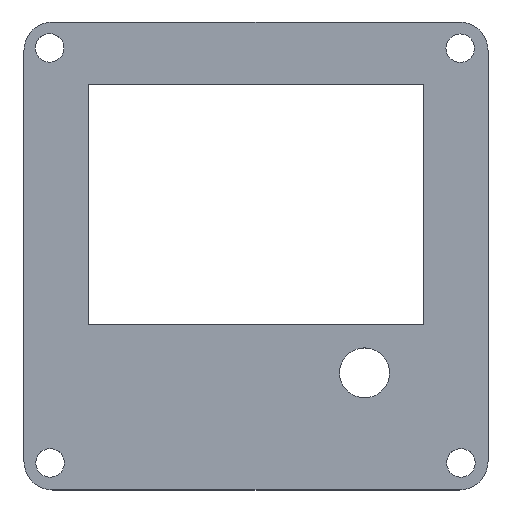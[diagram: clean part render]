
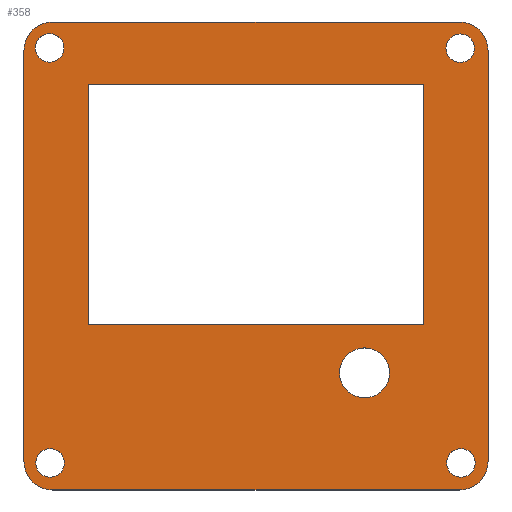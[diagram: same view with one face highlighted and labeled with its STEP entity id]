
A CAD part, top view. The second image highlights one B-rep face of the part: STEP entity #358.
In plain terms, the highlighted planar face has unit normal (0, 0, 1).
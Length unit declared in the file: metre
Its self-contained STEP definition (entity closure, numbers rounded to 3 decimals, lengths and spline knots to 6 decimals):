
#12=CIRCLE('',#385,0.004445);
#14=CIRCLE('',#388,0.00254);
#16=CIRCLE('',#391,0.00254);
#18=CIRCLE('',#394,0.00254);
#20=CIRCLE('',#397,0.00254);
#22=CIRCLE('',#401,0.00508);
#23=CIRCLE('',#402,0.00508);
#24=CIRCLE('',#403,0.00508);
#25=CIRCLE('',#404,0.00508);
#65=ORIENTED_EDGE('',*,*,#153,.T.);
#66=ORIENTED_EDGE('',*,*,#154,.T.);
#67=ORIENTED_EDGE('',*,*,#155,.T.);
#68=ORIENTED_EDGE('',*,*,#156,.T.);
#69=ORIENTED_EDGE('',*,*,#157,.F.);
#70=ORIENTED_EDGE('',*,*,#158,.T.);
#71=ORIENTED_EDGE('',*,*,#159,.F.);
#72=ORIENTED_EDGE('',*,*,#160,.T.);
#73=ORIENTED_EDGE('',*,*,#149,.F.);
#74=ORIENTED_EDGE('',*,*,#147,.F.);
#75=ORIENTED_EDGE('',*,*,#145,.F.);
#76=ORIENTED_EDGE('',*,*,#143,.F.);
#77=ORIENTED_EDGE('',*,*,#141,.F.);
#78=ORIENTED_EDGE('',*,*,#133,.F.);
#79=ORIENTED_EDGE('',*,*,#137,.T.);
#80=ORIENTED_EDGE('',*,*,#140,.F.);
#81=ORIENTED_EDGE('',*,*,#152,.F.);
#133=EDGE_CURVE('',#179,#180,#213,.T.);
#137=EDGE_CURVE('',#179,#182,#217,.T.);
#140=EDGE_CURVE('',#184,#182,#220,.T.);
#141=EDGE_CURVE('',#185,#185,#12,.T.);
#143=EDGE_CURVE('',#187,#187,#14,.T.);
#145=EDGE_CURVE('',#189,#189,#16,.T.);
#147=EDGE_CURVE('',#191,#191,#18,.T.);
#149=EDGE_CURVE('',#193,#193,#20,.T.);
#152=EDGE_CURVE('',#180,#184,#222,.T.);
#153=EDGE_CURVE('',#195,#196,#223,.T.);
#154=EDGE_CURVE('',#196,#197,#22,.T.);
#155=EDGE_CURVE('',#197,#198,#224,.T.);
#156=EDGE_CURVE('',#198,#199,#23,.T.);
#157=EDGE_CURVE('',#200,#199,#225,.T.);
#158=EDGE_CURVE('',#200,#201,#24,.T.);
#159=EDGE_CURVE('',#202,#201,#226,.T.);
#160=EDGE_CURVE('',#202,#195,#25,.T.);
#179=VERTEX_POINT('',#528);
#180=VERTEX_POINT('',#530);
#182=VERTEX_POINT('',#536);
#184=VERTEX_POINT('',#542);
#185=VERTEX_POINT('',#546);
#187=VERTEX_POINT('',#551);
#189=VERTEX_POINT('',#556);
#191=VERTEX_POINT('',#561);
#193=VERTEX_POINT('',#566);
#195=VERTEX_POINT('',#574);
#196=VERTEX_POINT('',#575);
#197=VERTEX_POINT('',#577);
#198=VERTEX_POINT('',#579);
#199=VERTEX_POINT('',#581);
#200=VERTEX_POINT('',#583);
#201=VERTEX_POINT('',#585);
#202=VERTEX_POINT('',#587);
#213=LINE('',#529,#241);
#217=LINE('',#537,#245);
#220=LINE('',#543,#248);
#222=LINE('',#571,#250);
#223=LINE('',#573,#251);
#224=LINE('',#578,#252);
#225=LINE('',#582,#253);
#226=LINE('',#586,#254);
#241=VECTOR('',#424,1.);
#245=VECTOR('',#430,1.);
#248=VECTOR('',#435,1.);
#250=VECTOR('',#469,1.);
#251=VECTOR('',#472,1.);
#252=VECTOR('',#475,1.);
#253=VECTOR('',#478,1.);
#254=VECTOR('',#481,1.);
#281=EDGE_LOOP('',(#65,#66,#67,#68,#69,#70,#71,#72));
#282=EDGE_LOOP('',(#73));
#283=EDGE_LOOP('',(#74));
#284=EDGE_LOOP('',(#75));
#285=EDGE_LOOP('',(#76));
#286=EDGE_LOOP('',(#77));
#287=EDGE_LOOP('',(#78,#79,#80,#81));
#317=FACE_BOUND('',#281,.T.);
#318=FACE_BOUND('',#282,.T.);
#319=FACE_BOUND('',#283,.T.);
#320=FACE_BOUND('',#284,.T.);
#321=FACE_BOUND('',#285,.T.);
#322=FACE_BOUND('',#286,.T.);
#323=FACE_BOUND('',#287,.T.);
#343=PLANE('',#400);
#358=ADVANCED_FACE('',(#317,#318,#319,#320,#321,#322,#323),#343,.T.);
#385=AXIS2_PLACEMENT_3D('',#545,#438,#439);
#388=AXIS2_PLACEMENT_3D('',#550,#444,#445);
#391=AXIS2_PLACEMENT_3D('',#555,#450,#451);
#394=AXIS2_PLACEMENT_3D('',#560,#456,#457);
#397=AXIS2_PLACEMENT_3D('',#565,#462,#463);
#400=AXIS2_PLACEMENT_3D('',#572,#470,#471);
#401=AXIS2_PLACEMENT_3D('',#576,#473,#474);
#402=AXIS2_PLACEMENT_3D('',#580,#476,#477);
#403=AXIS2_PLACEMENT_3D('',#584,#479,#480);
#404=AXIS2_PLACEMENT_3D('',#588,#482,#483);
#424=DIRECTION('',(0.,-1.,0.));
#430=DIRECTION('',(1.,0.,0.));
#435=DIRECTION('',(0.,1.,0.));
#438=DIRECTION('',(0.,0.,1.));
#439=DIRECTION('',(1.,0.,0.));
#444=DIRECTION('',(0.,0.,1.));
#445=DIRECTION('',(1.,0.,0.));
#450=DIRECTION('',(0.,0.,1.));
#451=DIRECTION('',(1.,0.,0.));
#456=DIRECTION('',(0.,0.,1.));
#457=DIRECTION('',(1.,0.,0.));
#462=DIRECTION('',(0.,0.,1.));
#463=DIRECTION('',(1.,0.,0.));
#469=DIRECTION('',(1.,0.,0.));
#470=DIRECTION('',(0.,0.,1.));
#471=DIRECTION('',(1.,0.,0.));
#472=DIRECTION('',(-1.,0.,0.));
#473=DIRECTION('',(0.,0.,1.));
#474=DIRECTION('',(1.,0.,0.));
#475=DIRECTION('',(0.,-1.,0.));
#476=DIRECTION('',(0.,0.,1.));
#477=DIRECTION('',(1.,0.,0.));
#478=DIRECTION('',(-1.,0.,0.));
#479=DIRECTION('',(0.,0.,1.));
#480=DIRECTION('',(1.,0.,0.));
#481=DIRECTION('',(0.,-1.,0.));
#482=DIRECTION('',(0.,0.,1.));
#483=DIRECTION('',(1.,0.,0.));
#528=CARTESIAN_POINT('',(-0.029845,0.03048,0.003));
#529=CARTESIAN_POINT('',(-0.029845,-0.006103,0.003));
#530=CARTESIAN_POINT('',(-0.029845,-0.012205,0.003));
#536=CARTESIAN_POINT('',(0.029845,0.03048,0.003));
#537=CARTESIAN_POINT('',(0.,0.03048,0.003));
#542=CARTESIAN_POINT('',(0.029845,-0.012205,0.003));
#543=CARTESIAN_POINT('',(0.029845,0.012312,0.003));
#545=CARTESIAN_POINT('',(0.019304,-0.020792,0.003));
#546=CARTESIAN_POINT('',(0.023749,-0.020792,0.003));
#550=CARTESIAN_POINT('',(0.036449,-0.03681,0.003));
#551=CARTESIAN_POINT('',(0.038989,-0.03681,0.003));
#555=CARTESIAN_POINT('',(-0.036627,-0.03681,0.003));
#556=CARTESIAN_POINT('',(-0.034087,-0.03681,0.003));
#560=CARTESIAN_POINT('',(0.036322,0.03696,0.003));
#561=CARTESIAN_POINT('',(0.038862,0.03696,0.003));
#565=CARTESIAN_POINT('',(-0.036703,0.03701,0.003));
#566=CARTESIAN_POINT('',(-0.034163,0.03701,0.003));
#571=CARTESIAN_POINT('',(0.,-0.012205,0.003));
#572=CARTESIAN_POINT('',(0.,0.,0.003));
#573=CARTESIAN_POINT('',(0.,0.04162,0.003));
#574=CARTESIAN_POINT('',(0.036195,0.04162,0.003));
#575=CARTESIAN_POINT('',(-0.036195,0.04162,0.003));
#576=CARTESIAN_POINT('',(-0.036195,0.03654,0.003));
#577=CARTESIAN_POINT('',(-0.041275,0.03654,0.003));
#578=CARTESIAN_POINT('',(-0.041275,0.,0.003));
#579=CARTESIAN_POINT('',(-0.041275,-0.03654,0.003));
#580=CARTESIAN_POINT('',(-0.036195,-0.03654,0.003));
#581=CARTESIAN_POINT('',(-0.036195,-0.04162,0.003));
#582=CARTESIAN_POINT('',(0.,-0.04162,0.003));
#583=CARTESIAN_POINT('',(0.036195,-0.04162,0.003));
#584=CARTESIAN_POINT('',(0.036195,-0.03654,0.003));
#585=CARTESIAN_POINT('',(0.041275,-0.03654,0.003));
#586=CARTESIAN_POINT('',(0.041275,0.,0.003));
#587=CARTESIAN_POINT('',(0.041275,0.03654,0.003));
#588=CARTESIAN_POINT('',(0.036195,0.03654,0.003));
